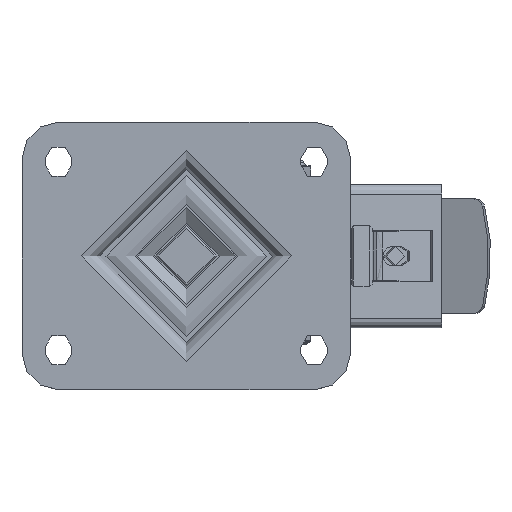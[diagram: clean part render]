
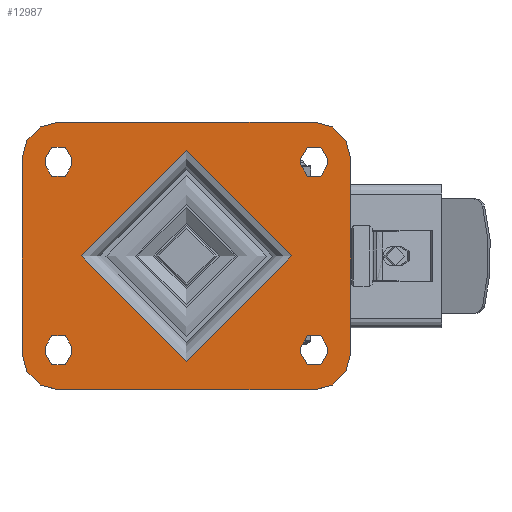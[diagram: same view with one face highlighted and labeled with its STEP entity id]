
A CAD part, top view. The second image highlights one B-rep face of the part: STEP entity #12987.
In plain terms, the highlighted planar face has unit normal (0, 0, 1).
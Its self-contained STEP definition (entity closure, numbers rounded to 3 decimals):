
#313=FACE_BOUND('',#4097,.T.);
#314=FACE_BOUND('',#4098,.T.);
#315=FACE_BOUND('',#4099,.T.);
#316=FACE_BOUND('',#4100,.T.);
#317=FACE_BOUND('',#4101,.T.);
#382=PLANE('',#14105);
#964=LINE('',#20058,#2078);
#965=LINE('',#20062,#2079);
#966=LINE('',#20066,#2080);
#967=LINE('',#20069,#2081);
#968=LINE('',#20072,#2082);
#969=LINE('',#20076,#2083);
#970=LINE('',#20080,#2084);
#971=LINE('',#20084,#2085);
#972=LINE('',#20088,#2086);
#973=LINE('',#20092,#2087);
#974=LINE('',#20096,#2088);
#975=LINE('',#20100,#2089);
#2078=VECTOR('',#15717,1000.);
#2079=VECTOR('',#15720,1000.);
#2080=VECTOR('',#15723,1000.);
#2081=VECTOR('',#15726,1000.);
#2082=VECTOR('',#15727,1000.);
#2083=VECTOR('',#15730,1000.);
#2084=VECTOR('',#15733,1000.);
#2085=VECTOR('',#15736,1000.);
#2086=VECTOR('',#15739,1000.);
#2087=VECTOR('',#15742,1000.);
#2088=VECTOR('',#15745,1000.);
#2089=VECTOR('',#15748,1000.);
#3335=FACE_OUTER_BOUND('',#4096,.T.);
#4096=EDGE_LOOP('',(#9301,#9302,#9303,#9304,#9305,#9306,#9307,#9308));
#4097=EDGE_LOOP('',(#9309,#9310,#9311,#9312));
#4098=EDGE_LOOP('',(#9313,#9314,#9315,#9316));
#4099=EDGE_LOOP('',(#9317,#9318,#9319,#9320));
#4100=EDGE_LOOP('',(#9321,#9322,#9323,#9324));
#4101=EDGE_LOOP('',(#9325));
#5317=CIRCLE('',#14074,43.246);
#5340=CIRCLE('',#14106,15.);
#5341=CIRCLE('',#14107,15.);
#5342=CIRCLE('',#14108,15.);
#5343=CIRCLE('',#14109,15.);
#5344=CIRCLE('',#14110,5.5);
#5345=CIRCLE('',#14111,5.5);
#5346=CIRCLE('',#14112,5.5);
#5347=CIRCLE('',#14113,5.5);
#5348=CIRCLE('',#14114,5.5);
#5349=CIRCLE('',#14115,5.5);
#5350=CIRCLE('',#14116,5.5);
#5351=CIRCLE('',#14117,5.5);
#5962=VERTEX_POINT('',#19975);
#5994=VERTEX_POINT('',#20054);
#5995=VERTEX_POINT('',#20055);
#5996=VERTEX_POINT('',#20057);
#5997=VERTEX_POINT('',#20059);
#5998=VERTEX_POINT('',#20061);
#5999=VERTEX_POINT('',#20063);
#6000=VERTEX_POINT('',#20065);
#6001=VERTEX_POINT('',#20067);
#6002=VERTEX_POINT('',#20070);
#6003=VERTEX_POINT('',#20071);
#6004=VERTEX_POINT('',#20073);
#6005=VERTEX_POINT('',#20075);
#6006=VERTEX_POINT('',#20078);
#6007=VERTEX_POINT('',#20079);
#6008=VERTEX_POINT('',#20081);
#6009=VERTEX_POINT('',#20083);
#6010=VERTEX_POINT('',#20086);
#6011=VERTEX_POINT('',#20087);
#6012=VERTEX_POINT('',#20089);
#6013=VERTEX_POINT('',#20091);
#6014=VERTEX_POINT('',#20094);
#6015=VERTEX_POINT('',#20095);
#6016=VERTEX_POINT('',#20097);
#6017=VERTEX_POINT('',#20099);
#7250=EDGE_CURVE('',#5962,#5962,#5317,.T.);
#7287=EDGE_CURVE('',#5994,#5995,#5340,.T.);
#7288=EDGE_CURVE('',#5996,#5995,#964,.T.);
#7289=EDGE_CURVE('',#5997,#5996,#5341,.T.);
#7290=EDGE_CURVE('',#5998,#5997,#965,.T.);
#7291=EDGE_CURVE('',#5999,#5998,#5342,.T.);
#7292=EDGE_CURVE('',#6000,#5999,#966,.T.);
#7293=EDGE_CURVE('',#6000,#6001,#5343,.T.);
#7294=EDGE_CURVE('',#5994,#6001,#967,.T.);
#7295=EDGE_CURVE('',#6002,#6003,#968,.T.);
#7296=EDGE_CURVE('',#6003,#6004,#5344,.T.);
#7297=EDGE_CURVE('',#6004,#6005,#969,.T.);
#7298=EDGE_CURVE('',#6005,#6002,#5345,.T.);
#7299=EDGE_CURVE('',#6006,#6007,#970,.T.);
#7300=EDGE_CURVE('',#6007,#6008,#5346,.T.);
#7301=EDGE_CURVE('',#6008,#6009,#971,.T.);
#7302=EDGE_CURVE('',#6009,#6006,#5347,.T.);
#7303=EDGE_CURVE('',#6010,#6011,#972,.T.);
#7304=EDGE_CURVE('',#6011,#6012,#5348,.T.);
#7305=EDGE_CURVE('',#6012,#6013,#973,.T.);
#7306=EDGE_CURVE('',#6013,#6010,#5349,.T.);
#7307=EDGE_CURVE('',#6014,#6015,#974,.T.);
#7308=EDGE_CURVE('',#6015,#6016,#5350,.T.);
#7309=EDGE_CURVE('',#6016,#6017,#975,.T.);
#7310=EDGE_CURVE('',#6017,#6014,#5351,.T.);
#9301=ORIENTED_EDGE('',*,*,#7287,.T.);
#9302=ORIENTED_EDGE('',*,*,#7288,.F.);
#9303=ORIENTED_EDGE('',*,*,#7289,.F.);
#9304=ORIENTED_EDGE('',*,*,#7290,.F.);
#9305=ORIENTED_EDGE('',*,*,#7291,.F.);
#9306=ORIENTED_EDGE('',*,*,#7292,.F.);
#9307=ORIENTED_EDGE('',*,*,#7293,.T.);
#9308=ORIENTED_EDGE('',*,*,#7294,.F.);
#9309=ORIENTED_EDGE('',*,*,#7295,.T.);
#9310=ORIENTED_EDGE('',*,*,#7296,.T.);
#9311=ORIENTED_EDGE('',*,*,#7297,.T.);
#9312=ORIENTED_EDGE('',*,*,#7298,.T.);
#9313=ORIENTED_EDGE('',*,*,#7299,.T.);
#9314=ORIENTED_EDGE('',*,*,#7300,.T.);
#9315=ORIENTED_EDGE('',*,*,#7301,.T.);
#9316=ORIENTED_EDGE('',*,*,#7302,.T.);
#9317=ORIENTED_EDGE('',*,*,#7303,.T.);
#9318=ORIENTED_EDGE('',*,*,#7304,.T.);
#9319=ORIENTED_EDGE('',*,*,#7305,.T.);
#9320=ORIENTED_EDGE('',*,*,#7306,.T.);
#9321=ORIENTED_EDGE('',*,*,#7307,.T.);
#9322=ORIENTED_EDGE('',*,*,#7308,.T.);
#9323=ORIENTED_EDGE('',*,*,#7309,.T.);
#9324=ORIENTED_EDGE('',*,*,#7310,.T.);
#9325=ORIENTED_EDGE('',*,*,#7250,.F.);
#12987=ADVANCED_FACE('',(#3335,#313,#314,#315,#316,#317),#382,.T.);
#14074=AXIS2_PLACEMENT_3D('',#19977,#15637,#15638);
#14105=AXIS2_PLACEMENT_3D('',#20053,#15713,#15714);
#14106=AXIS2_PLACEMENT_3D('',#20056,#15715,#15716);
#14107=AXIS2_PLACEMENT_3D('',#20060,#15718,#15719);
#14108=AXIS2_PLACEMENT_3D('',#20064,#15721,#15722);
#14109=AXIS2_PLACEMENT_3D('',#20068,#15724,#15725);
#14110=AXIS2_PLACEMENT_3D('',#20074,#15728,#15729);
#14111=AXIS2_PLACEMENT_3D('',#20077,#15731,#15732);
#14112=AXIS2_PLACEMENT_3D('',#20082,#15734,#15735);
#14113=AXIS2_PLACEMENT_3D('',#20085,#15737,#15738);
#14114=AXIS2_PLACEMENT_3D('',#20090,#15740,#15741);
#14115=AXIS2_PLACEMENT_3D('',#20093,#15743,#15744);
#14116=AXIS2_PLACEMENT_3D('',#20098,#15746,#15747);
#14117=AXIS2_PLACEMENT_3D('',#20101,#15749,#15750);
#15637=DIRECTION('center_axis',(0.,0.,1.));
#15638=DIRECTION('ref_axis',(-1.,0.,0.));
#15713=DIRECTION('center_axis',(0.,0.,1.));
#15714=DIRECTION('ref_axis',(1.,0.,0.));
#15715=DIRECTION('center_axis',(0.,0.,1.));
#15716=DIRECTION('ref_axis',(-1.,0.,0.));
#15717=DIRECTION('',(-1.,0.,0.));
#15718=DIRECTION('center_axis',(0.,0.,-1.));
#15719=DIRECTION('ref_axis',(1.,0.,0.));
#15720=DIRECTION('',(0.,-1.,0.));
#15721=DIRECTION('center_axis',(0.,0.,-1.));
#15722=DIRECTION('ref_axis',(0.,1.,0.));
#15723=DIRECTION('',(1.,0.,0.));
#15724=DIRECTION('center_axis',(0.,0.,1.));
#15725=DIRECTION('ref_axis',(0.,1.,0.));
#15726=DIRECTION('',(0.,1.,0.));
#15727=DIRECTION('',(0.,-1.,0.));
#15728=DIRECTION('center_axis',(0.,0.,-1.));
#15729=DIRECTION('ref_axis',(1.,0.,0.));
#15730=DIRECTION('',(0.,1.,0.));
#15731=DIRECTION('center_axis',(0.,0.,-1.));
#15732=DIRECTION('ref_axis',(1.,0.,0.));
#15733=DIRECTION('',(0.,1.,0.));
#15734=DIRECTION('center_axis',(0.,0.,-1.));
#15735=DIRECTION('ref_axis',(1.,0.,0.));
#15736=DIRECTION('',(0.,-1.,0.));
#15737=DIRECTION('center_axis',(0.,0.,-1.));
#15738=DIRECTION('ref_axis',(1.,0.,0.));
#15739=DIRECTION('',(0.,-1.,0.));
#15740=DIRECTION('center_axis',(0.,0.,-1.));
#15741=DIRECTION('ref_axis',(-1.,0.,0.));
#15742=DIRECTION('',(0.,1.,0.));
#15743=DIRECTION('center_axis',(0.,0.,-1.));
#15744=DIRECTION('ref_axis',(-1.,0.,0.));
#15745=DIRECTION('',(0.,1.,0.));
#15746=DIRECTION('center_axis',(0.,0.,-1.));
#15747=DIRECTION('ref_axis',(-1.,0.,0.));
#15748=DIRECTION('',(0.,-1.,0.));
#15749=DIRECTION('center_axis',(0.,0.,-1.));
#15750=DIRECTION('ref_axis',(-1.,0.,0.));
#19975=CARTESIAN_POINT('',(43.246,0.,0.));
#19977=CARTESIAN_POINT('Origin',(0.,0.,0.));
#20053=CARTESIAN_POINT('Origin',(0.,0.,0.));
#20054=CARTESIAN_POINT('',(-67.5,-40.,0.));
#20055=CARTESIAN_POINT('',(-52.5,-55.,0.));
#20056=CARTESIAN_POINT('Origin',(-52.5,-40.,0.));
#20057=CARTESIAN_POINT('',(52.5,-55.,0.));
#20058=CARTESIAN_POINT('',(52.5,-55.,0.));
#20059=CARTESIAN_POINT('',(67.5,-40.,0.));
#20060=CARTESIAN_POINT('Origin',(52.5,-40.,0.));
#20061=CARTESIAN_POINT('',(67.5,40.,0.));
#20062=CARTESIAN_POINT('',(67.5,40.,0.));
#20063=CARTESIAN_POINT('',(52.5,55.,0.));
#20064=CARTESIAN_POINT('Origin',(52.5,40.,0.));
#20065=CARTESIAN_POINT('',(-52.5,55.,0.));
#20066=CARTESIAN_POINT('',(-52.5,55.,0.));
#20067=CARTESIAN_POINT('',(-67.5,40.,0.));
#20068=CARTESIAN_POINT('Origin',(-52.5,40.,0.));
#20069=CARTESIAN_POINT('',(-67.5,-40.,0.));
#20070=CARTESIAN_POINT('',(-47.,40.,0.));
#20071=CARTESIAN_POINT('',(-47.,37.5,0.));
#20072=CARTESIAN_POINT('',(-47.,37.5,0.));
#20073=CARTESIAN_POINT('',(-58.,37.5,0.));
#20074=CARTESIAN_POINT('Origin',(-52.5,37.5,0.));
#20075=CARTESIAN_POINT('',(-58.,40.,0.));
#20076=CARTESIAN_POINT('',(-58.,37.5,0.));
#20077=CARTESIAN_POINT('Origin',(-52.5,40.,0.));
#20078=CARTESIAN_POINT('',(-58.,-40.,0.));
#20079=CARTESIAN_POINT('',(-58.,-37.5,0.));
#20080=CARTESIAN_POINT('',(-58.,-37.5,0.));
#20081=CARTESIAN_POINT('',(-47.,-37.5,0.));
#20082=CARTESIAN_POINT('Origin',(-52.5,-37.5,0.));
#20083=CARTESIAN_POINT('',(-47.,-40.,0.));
#20084=CARTESIAN_POINT('',(-47.,-37.5,0.));
#20085=CARTESIAN_POINT('Origin',(-52.5,-40.,0.));
#20086=CARTESIAN_POINT('',(58.,40.,0.));
#20087=CARTESIAN_POINT('',(58.,37.5,0.));
#20088=CARTESIAN_POINT('',(58.,37.5,0.));
#20089=CARTESIAN_POINT('',(47.,37.5,0.));
#20090=CARTESIAN_POINT('Origin',(52.5,37.5,0.));
#20091=CARTESIAN_POINT('',(47.,40.,0.));
#20092=CARTESIAN_POINT('',(47.,37.5,0.));
#20093=CARTESIAN_POINT('Origin',(52.5,40.,0.));
#20094=CARTESIAN_POINT('',(47.,-40.,0.));
#20095=CARTESIAN_POINT('',(47.,-37.5,0.));
#20096=CARTESIAN_POINT('',(47.,-37.5,0.));
#20097=CARTESIAN_POINT('',(58.,-37.5,0.));
#20098=CARTESIAN_POINT('Origin',(52.5,-37.5,0.));
#20099=CARTESIAN_POINT('',(58.,-40.,0.));
#20100=CARTESIAN_POINT('',(58.,-37.5,0.));
#20101=CARTESIAN_POINT('Origin',(52.5,-40.,0.));
